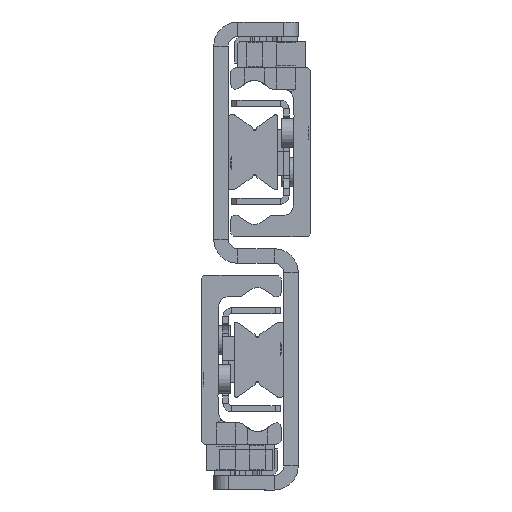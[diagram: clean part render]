
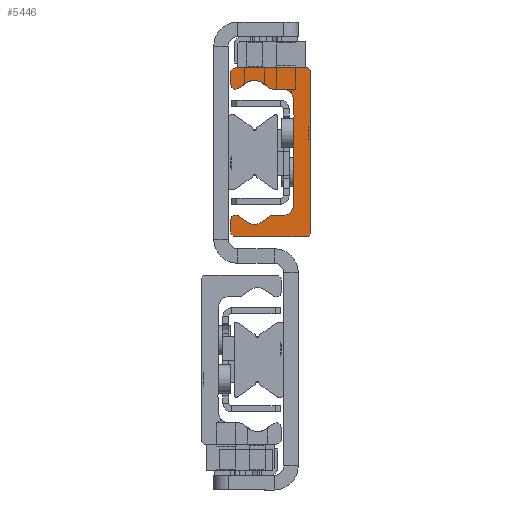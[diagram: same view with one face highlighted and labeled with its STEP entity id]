
A CAD part, left-side view. The second image highlights one B-rep face of the part: STEP entity #5446.
In plain terms, the highlighted planar face has unit normal (-1, 0, 0).
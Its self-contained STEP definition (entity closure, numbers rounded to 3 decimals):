
#4228=CARTESIAN_POINT('',(0.0,4.75,-11.1));
#4229=VERTEX_POINT('',#4228);
#4236=CARTESIAN_POINT('',(0.0,2.75,-13.1));
#4237=VERTEX_POINT('',#4236);
#4238=CARTESIAN_POINT('',(0.0,2.75,-11.1));
#4239=DIRECTION('',(-1.0,0.0,0.0));
#4240=DIRECTION('',(0.0,0.0,1.0));
#4241=AXIS2_PLACEMENT_3D('',#4238,#4239,#4240);
#4242=CIRCLE('',#4241,2.);
#4243=EDGE_CURVE('',#4229,#4237,#4242,.T.);
#4432=CARTESIAN_POINT('',(0.0,-0.14,-13.281));
#4433=VERTEX_POINT('',#4432);
#4440=CARTESIAN_POINT('',(0.0,-1.916,-14.524));
#4441=VERTEX_POINT('',#4440);
#4442=CARTESIAN_POINT('',(0.0,-0.14,-13.281));
#4443=DIRECTION('',(0.0,-0.819,-0.574));
#4444=VECTOR('',#4443,2.168);
#4445=LINE('',#4442,#4444);
#4446=EDGE_CURVE('',#4433,#4441,#4445,.T.);
#4571=CARTESIAN_POINT('',(0.0,8.25,16.85));
#4572=VERTEX_POINT('',#4571);
#4579=CARTESIAN_POINT('',(0.0,7.6,17.5));
#4580=VERTEX_POINT('',#4579);
#4581=CARTESIAN_POINT('',(0.0,7.6,16.85));
#4582=DIRECTION('',(1.0,0.0,0.0));
#4583=DIRECTION('',(0.0,1.0,0.0));
#4584=AXIS2_PLACEMENT_3D('',#4581,#4582,#4583);
#4585=CIRCLE('',#4584,0.65);
#4586=EDGE_CURVE('',#4572,#4580,#4585,.T.);
#4610=CARTESIAN_POINT('',(0.0,8.25,-16.85));
#4611=VERTEX_POINT('',#4610);
#4618=CARTESIAN_POINT('',(0.0,8.25,-16.85));
#4619=DIRECTION('',(0.0,0.0,1.0));
#4620=VECTOR('',#4619,33.7);
#4621=LINE('',#4618,#4620);
#4622=EDGE_CURVE('',#4611,#4572,#4621,.T.);
#4690=CARTESIAN_POINT('',(0.0,7.6,-17.5));
#4691=VERTEX_POINT('',#4690);
#4698=CARTESIAN_POINT('',(0.0,7.6,-16.85));
#4699=DIRECTION('',(1.0,0.0,0.0));
#4700=DIRECTION('',(0.0,0.0,-1.0));
#4701=AXIS2_PLACEMENT_3D('',#4698,#4699,#4700);
#4702=CIRCLE('',#4701,0.65);
#4703=EDGE_CURVE('',#4691,#4611,#4702,.T.);
#4722=CARTESIAN_POINT('',(0.0,-7.25,-17.5));
#4723=VERTEX_POINT('',#4722);
#4730=CARTESIAN_POINT('',(0.0,-7.25,-17.5));
#4731=DIRECTION('',(0.0,1.0,0.0));
#4732=VECTOR('',#4731,14.85);
#4733=LINE('',#4730,#4732);
#4734=EDGE_CURVE('',#4723,#4691,#4733,.T.);
#4766=CARTESIAN_POINT('',(0.0,-8.25,-16.5));
#4767=VERTEX_POINT('',#4766);
#4774=CARTESIAN_POINT('',(0.0,-7.25,-16.5));
#4775=DIRECTION('',(1.0,0.0,0.0));
#4776=DIRECTION('',(0.0,-1.0,0.0));
#4777=AXIS2_PLACEMENT_3D('',#4774,#4775,#4776);
#4778=CIRCLE('',#4777,1.);
#4779=EDGE_CURVE('',#4767,#4723,#4778,.T.);
#4798=CARTESIAN_POINT('',(0.0,-8.25,-13.98));
#4799=VERTEX_POINT('',#4798);
#4806=CARTESIAN_POINT('',(0.0,-8.25,-13.98));
#4807=DIRECTION('',(0.0,0.0,-1.0));
#4808=VECTOR('',#4807,2.52);
#4809=LINE('',#4806,#4808);
#4810=EDGE_CURVE('',#4799,#4767,#4809,.T.);
#4830=CARTESIAN_POINT('',(0.0,-6.708,-13.177));
#4831=VERTEX_POINT('',#4830);
#4838=CARTESIAN_POINT('',(0.0,-7.27,-13.98));
#4839=DIRECTION('',(1.0,0.0,0.0));
#4840=DIRECTION('',(0.0,0.574,0.819));
#4841=AXIS2_PLACEMENT_3D('',#4838,#4839,#4840);
#4842=CIRCLE('',#4841,0.98);
#4843=EDGE_CURVE('',#4831,#4799,#4842,.T.);
#4855=CARTESIAN_POINT('',(0.0,-4.784,-14.524));
#4856=VERTEX_POINT('',#4855);
#4863=CARTESIAN_POINT('',(0.0,-4.784,-14.524));
#4864=DIRECTION('',(0.0,-0.819,0.574));
#4865=VECTOR('',#4864,2.349);
#4866=LINE('',#4863,#4865);
#4867=EDGE_CURVE('',#4856,#4831,#4866,.T.);
#4889=CARTESIAN_POINT('',(0.0,-3.35,-12.477));
#4890=DIRECTION('',(-1.0,0.0,0.0));
#4891=DIRECTION('',(0.0,0.574,0.819));
#4892=AXIS2_PLACEMENT_3D('',#4889,#4890,#4891);
#4893=CIRCLE('',#4892,2.5);
#4894=EDGE_CURVE('',#4441,#4856,#4893,.T.);
#4914=CARTESIAN_POINT('',(0.0,0.433,-13.1));
#4915=VERTEX_POINT('',#4914);
#4922=CARTESIAN_POINT('',(0.0,0.433,-14.1));
#4923=DIRECTION('',(1.0,0.0,0.0));
#4924=DIRECTION('',(0.0,0.0,1.0));
#4925=AXIS2_PLACEMENT_3D('',#4922,#4923,#4924);
#4926=CIRCLE('',#4925,1.);
#4927=EDGE_CURVE('',#4915,#4433,#4926,.T.);
#4942=CARTESIAN_POINT('',(0.0,2.75,-13.1));
#4943=DIRECTION('',(0.0,-1.0,0.0));
#4944=VECTOR('',#4943,2.317);
#4945=LINE('',#4942,#4944);
#4946=EDGE_CURVE('',#4237,#4915,#4945,.T.);
#4972=CARTESIAN_POINT('',(0.0,4.75,-7.75));
#4973=VERTEX_POINT('',#4972);
#4980=CARTESIAN_POINT('',(0.0,4.75,-7.75));
#4981=DIRECTION('',(0.0,0.0,-1.0));
#4982=VECTOR('',#4981,3.35);
#4983=LINE('',#4980,#4982);
#4984=EDGE_CURVE('',#4973,#4229,#4983,.T.);
#5004=CARTESIAN_POINT('',(0.0,4.75,-7.25));
#5005=VERTEX_POINT('',#5004);
#5012=CARTESIAN_POINT('',(0.0,4.75,-7.5));
#5013=DIRECTION('',(-1.0,0.0,0.0));
#5014=DIRECTION('',(0.0,0.0,1.0));
#5015=AXIS2_PLACEMENT_3D('',#5012,#5013,#5014);
#5016=CIRCLE('',#5015,0.25);
#5017=EDGE_CURVE('',#5005,#4973,#5016,.T.);
#5036=CARTESIAN_POINT('',(0.0,4.75,11.1));
#5037=VERTEX_POINT('',#5036);
#5044=CARTESIAN_POINT('',(0.0,4.75,11.1));
#5045=DIRECTION('',(0.0,0.0,-1.0));
#5046=VECTOR('',#5045,18.35);
#5047=LINE('',#5044,#5046);
#5048=EDGE_CURVE('',#5037,#5005,#5047,.T.);
#5116=CARTESIAN_POINT('',(0.0,2.75,13.1));
#5117=VERTEX_POINT('',#5116);
#5124=CARTESIAN_POINT('',(0.0,2.75,11.1));
#5125=DIRECTION('',(-1.0,0.0,0.0));
#5126=DIRECTION('',(0.0,-1.0,0.0));
#5127=AXIS2_PLACEMENT_3D('',#5124,#5125,#5126);
#5128=CIRCLE('',#5127,2.);
#5129=EDGE_CURVE('',#5117,#5037,#5128,.T.);
#5148=CARTESIAN_POINT('',(0.0,0.433,13.1));
#5149=VERTEX_POINT('',#5148);
#5156=CARTESIAN_POINT('',(0.0,0.433,13.1));
#5157=DIRECTION('',(0.0,1.0,0.0));
#5158=VECTOR('',#5157,2.317);
#5159=LINE('',#5156,#5158);
#5160=EDGE_CURVE('',#5149,#5117,#5159,.T.);
#5180=CARTESIAN_POINT('',(0.0,-0.14,13.281));
#5181=VERTEX_POINT('',#5180);
#5188=CARTESIAN_POINT('',(0.0,0.433,14.1));
#5189=DIRECTION('',(1.0,0.0,0.0));
#5190=DIRECTION('',(0.0,-0.574,-0.819));
#5191=AXIS2_PLACEMENT_3D('',#5188,#5189,#5190);
#5192=CIRCLE('',#5191,1.);
#5193=EDGE_CURVE('',#5181,#5149,#5192,.T.);
#5212=CARTESIAN_POINT('',(0.0,-1.916,14.524));
#5213=VERTEX_POINT('',#5212);
#5220=CARTESIAN_POINT('',(0.0,-1.916,14.524));
#5221=DIRECTION('',(0.0,0.819,-0.574));
#5222=VECTOR('',#5221,2.168);
#5223=LINE('',#5220,#5222);
#5224=EDGE_CURVE('',#5213,#5181,#5223,.T.);
#5244=CARTESIAN_POINT('',(0.0,-4.784,14.524));
#5245=VERTEX_POINT('',#5244);
#5252=CARTESIAN_POINT('',(0.0,-3.35,12.477));
#5253=DIRECTION('',(-1.0,0.0,0.0));
#5254=DIRECTION('',(0.0,-0.574,-0.819));
#5255=AXIS2_PLACEMENT_3D('',#5252,#5253,#5254);
#5256=CIRCLE('',#5255,2.5);
#5257=EDGE_CURVE('',#5245,#5213,#5256,.T.);
#5276=CARTESIAN_POINT('',(0.0,-6.708,13.177));
#5277=VERTEX_POINT('',#5276);
#5284=CARTESIAN_POINT('',(0.0,-6.708,13.177));
#5285=DIRECTION('',(0.0,0.819,0.574));
#5286=VECTOR('',#5285,2.349);
#5287=LINE('',#5284,#5286);
#5288=EDGE_CURVE('',#5277,#5245,#5287,.T.);
#5308=CARTESIAN_POINT('',(0.0,-8.25,13.98));
#5309=VERTEX_POINT('',#5308);
#5316=CARTESIAN_POINT('',(0.0,-7.27,13.98));
#5317=DIRECTION('',(1.0,0.0,0.0));
#5318=DIRECTION('',(0.0,-1.0,0.0));
#5319=AXIS2_PLACEMENT_3D('',#5316,#5317,#5318);
#5320=CIRCLE('',#5319,0.98);
#5321=EDGE_CURVE('',#5309,#5277,#5320,.T.);
#5340=CARTESIAN_POINT('',(0.0,-8.25,16.5));
#5341=VERTEX_POINT('',#5340);
#5348=CARTESIAN_POINT('',(0.0,-8.25,16.5));
#5349=DIRECTION('',(0.0,0.0,-1.0));
#5350=VECTOR('',#5349,2.52);
#5351=LINE('',#5348,#5350);
#5352=EDGE_CURVE('',#5341,#5309,#5351,.T.);
#5372=CARTESIAN_POINT('',(0.0,-7.25,17.5));
#5373=VERTEX_POINT('',#5372);
#5380=CARTESIAN_POINT('',(0.0,-7.25,16.5));
#5381=DIRECTION('',(1.0,0.0,0.0));
#5382=DIRECTION('',(0.0,0.0,1.0));
#5383=AXIS2_PLACEMENT_3D('',#5380,#5381,#5382);
#5384=CIRCLE('',#5383,1.);
#5385=EDGE_CURVE('',#5373,#5341,#5384,.T.);
#5403=CARTESIAN_POINT('',(0.0,7.6,17.5));
#5404=DIRECTION('',(0.0,-1.0,0.0));
#5405=VECTOR('',#5404,14.85);
#5406=LINE('',#5403,#5405);
#5407=EDGE_CURVE('',#4580,#5373,#5406,.T.);
#5413=CARTESIAN_POINT('',(0.0,2.258,-0.017));
#5414=DIRECTION('',(1.0,0.0,0.0));
#5415=DIRECTION('',(0.0,0.0,-1.0));
#5416=AXIS2_PLACEMENT_3D('',#5413,#5414,#5415);
#5417=PLANE('',#5416);
#5418=ORIENTED_EDGE('',*,*,#5407,.F.);
#5419=ORIENTED_EDGE('',*,*,#4586,.F.);
#5420=ORIENTED_EDGE('',*,*,#4622,.F.);
#5421=ORIENTED_EDGE('',*,*,#4703,.F.);
#5422=ORIENTED_EDGE('',*,*,#4734,.F.);
#5423=ORIENTED_EDGE('',*,*,#4779,.F.);
#5424=ORIENTED_EDGE('',*,*,#4810,.F.);
#5425=ORIENTED_EDGE('',*,*,#4843,.F.);
#5426=ORIENTED_EDGE('',*,*,#4867,.F.);
#5427=ORIENTED_EDGE('',*,*,#4894,.F.);
#5428=ORIENTED_EDGE('',*,*,#4446,.F.);
#5429=ORIENTED_EDGE('',*,*,#4927,.F.);
#5430=ORIENTED_EDGE('',*,*,#4946,.F.);
#5431=ORIENTED_EDGE('',*,*,#4243,.F.);
#5432=ORIENTED_EDGE('',*,*,#4984,.F.);
#5433=ORIENTED_EDGE('',*,*,#5017,.F.);
#5434=ORIENTED_EDGE('',*,*,#5048,.F.);
#5435=ORIENTED_EDGE('',*,*,#5129,.F.);
#5436=ORIENTED_EDGE('',*,*,#5160,.F.);
#5437=ORIENTED_EDGE('',*,*,#5193,.F.);
#5438=ORIENTED_EDGE('',*,*,#5224,.F.);
#5439=ORIENTED_EDGE('',*,*,#5257,.F.);
#5440=ORIENTED_EDGE('',*,*,#5288,.F.);
#5441=ORIENTED_EDGE('',*,*,#5321,.F.);
#5442=ORIENTED_EDGE('',*,*,#5352,.F.);
#5443=ORIENTED_EDGE('',*,*,#5385,.F.);
#5444=EDGE_LOOP('',(#5418,#5419,#5420,#5421,#5422,#5423,#5424,#5425,#5426,#5427,#5428,#5429,#5430,#5431,#5432,#5433,#5434,#5435,#5436,#5437,#5438,#5439,#5440,#5441,#5442,#5443));
#5445=FACE_OUTER_BOUND('',#5444,.T.);
#5446=ADVANCED_FACE('',(#5445),#5417,.F.);
